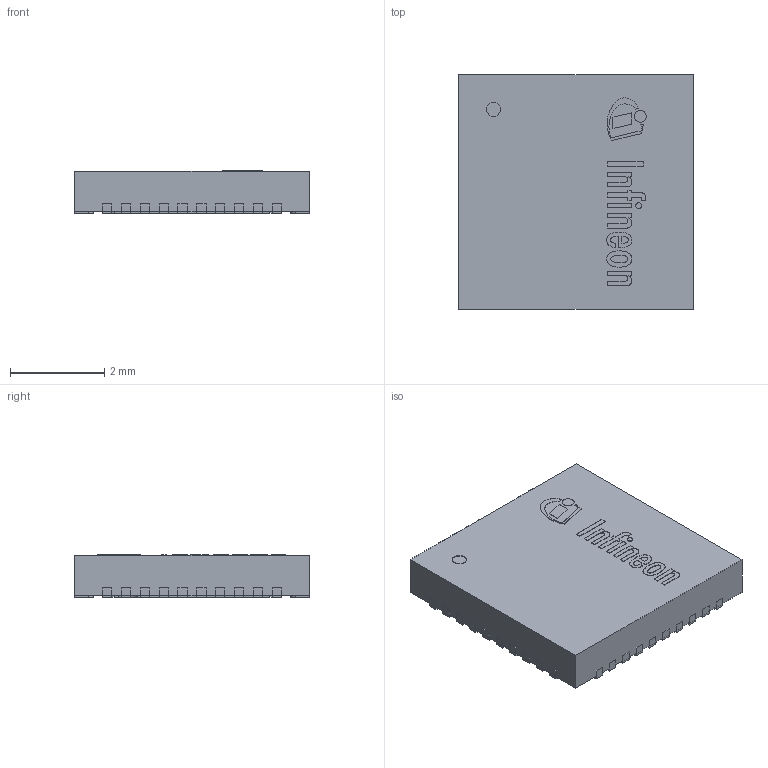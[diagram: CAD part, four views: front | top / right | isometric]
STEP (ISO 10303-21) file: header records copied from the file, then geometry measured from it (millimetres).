
FILE_DESCRIPTION(/* description */ (''),/* implementation_level */ '2;1');
FILE_NAME(/* name */ 'PG-VQFN-40-17_Z8B00167708_V05_3D.stp',/* time_stamp */ '2024-08-20T19:23:09+05:30',/* author */ ('sivamani'),/* organization */ (''),/* preprocessor_version */ 'ST-DEVELOPER v19.2',/* originating_system */ 'AutoCAD Mechanical',/* authorisation */ '');
FILE_SCHEMA (('AUTOMOTIVE_DESIGN { 1 0 10303 214 3 1 1 }'));
Length unit declared in the file: millimetre
Products named in the file (1): Product
Bounding box: 5 x 5 x 0.91 mm (x, y, z)
Surface area: 112.8 mm2
Topology: 55 solids, 55 shells, 466 faces, 1065 edges, 710 vertices
Faces by surface type: plane 303, cylinder 163
Full cylindrical faces by diameter (mm): 0.122 x1, 0.251 x1, 0.3 x2
Entity records: 13149 total; most frequent: DIRECTION 2325, CARTESIAN_POINT 2242, ORIENTED_EDGE 2130, EDGE_CURVE 1065, AXIS2_PLACEMENT_3D 793, LINE 739, VECTOR 739, VERTEX_POINT 710
